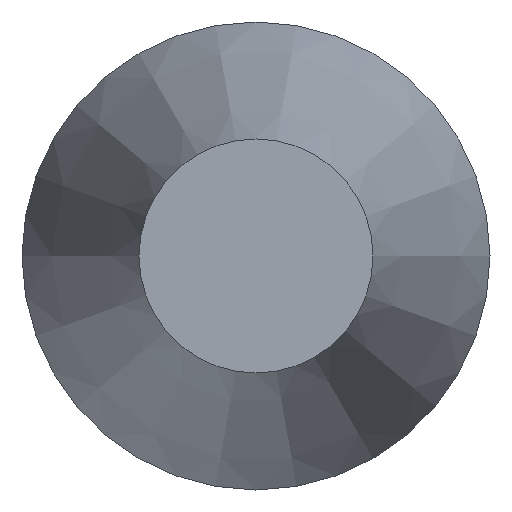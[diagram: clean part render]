
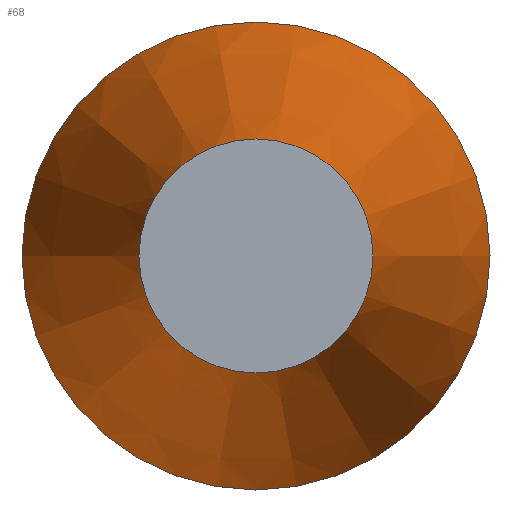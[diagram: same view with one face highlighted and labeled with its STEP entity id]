
A CAD part, front view. The second image highlights one B-rep face of the part: STEP entity #68.
In plain terms, the highlighted conical face has half-angle 14.036 degrees and reference radius 100 mm.
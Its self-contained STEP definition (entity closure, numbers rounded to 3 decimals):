
#16=LINE('',#135,#18);
#18=VECTOR('',#113,100.);
#20=CONICAL_SURFACE('',#94,100.,0.245);
#22=FACE_OUTER_BOUND('',#26,.T.);
#26=EDGE_LOOP('',(#51,#52,#53,#54,#55,#56));
#29=CIRCLE('',#92,100.);
#30=CIRCLE('',#93,100.);
#31=CIRCLE('',#95,50.);
#32=CIRCLE('',#96,50.);
#35=VERTEX_POINT('',#127);
#36=VERTEX_POINT('',#128);
#37=VERTEX_POINT('',#132);
#38=VERTEX_POINT('',#133);
#41=EDGE_CURVE('',#35,#36,#29,.T.);
#42=EDGE_CURVE('',#36,#35,#30,.T.);
#43=EDGE_CURVE('',#37,#38,#31,.T.);
#44=EDGE_CURVE('',#38,#36,#16,.T.);
#45=EDGE_CURVE('',#38,#37,#32,.T.);
#51=ORIENTED_EDGE('',*,*,#43,.T.);
#52=ORIENTED_EDGE('',*,*,#44,.T.);
#53=ORIENTED_EDGE('',*,*,#42,.T.);
#54=ORIENTED_EDGE('',*,*,#41,.T.);
#55=ORIENTED_EDGE('',*,*,#44,.F.);
#56=ORIENTED_EDGE('',*,*,#45,.T.);
#68=ADVANCED_FACE('',(#22),#20,.T.);
#92=AXIS2_PLACEMENT_3D('',#129,#105,#106);
#93=AXIS2_PLACEMENT_3D('',#130,#107,#108);
#94=AXIS2_PLACEMENT_3D('',#131,#109,#110);
#95=AXIS2_PLACEMENT_3D('',#134,#111,#112);
#96=AXIS2_PLACEMENT_3D('',#136,#114,#115);
#105=DIRECTION('center_axis',(0.,-1.,0.));
#106=DIRECTION('ref_axis',(-1.,0.,0.));
#107=DIRECTION('center_axis',(0.,-1.,0.));
#108=DIRECTION('ref_axis',(-1.,0.,0.));
#109=DIRECTION('center_axis',(0.,1.,0.));
#110=DIRECTION('ref_axis',(-1.,0.,0.));
#111=DIRECTION('center_axis',(0.,1.,0.));
#112=DIRECTION('ref_axis',(-1.,0.,0.));
#113=DIRECTION('',(0.243,0.97,0.));
#114=DIRECTION('center_axis',(0.,1.,0.));
#115=DIRECTION('ref_axis',(-1.,0.,0.));
#127=CARTESIAN_POINT('',(-100.,1400.,0.));
#128=CARTESIAN_POINT('',(100.,1400.,0.));
#129=CARTESIAN_POINT('Origin',(0.,1400.,0.));
#130=CARTESIAN_POINT('Origin',(0.,1400.,0.));
#131=CARTESIAN_POINT('Origin',(0.,1400.,0.));
#132=CARTESIAN_POINT('',(-50.,1200.,0.));
#133=CARTESIAN_POINT('',(50.,1200.,0.));
#134=CARTESIAN_POINT('Origin',(0.,1200.,0.));
#135=CARTESIAN_POINT('',(100.,1400.,0.));
#136=CARTESIAN_POINT('Origin',(0.,1200.,0.));
